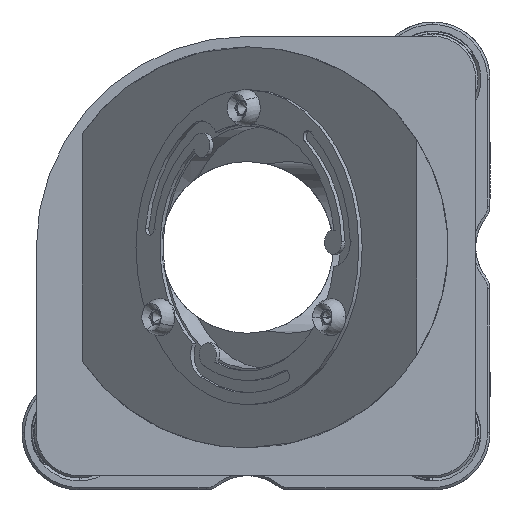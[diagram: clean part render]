
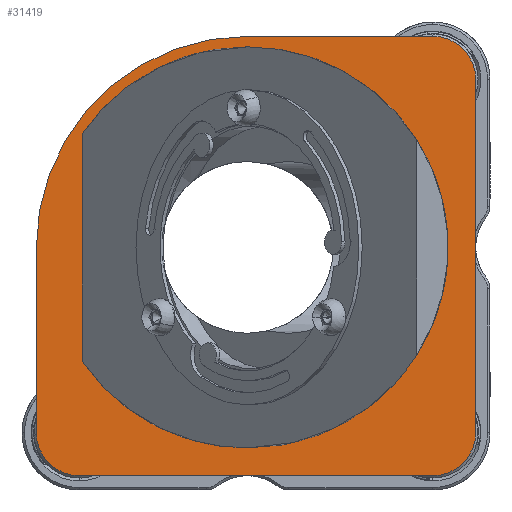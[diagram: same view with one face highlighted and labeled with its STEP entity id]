
A CAD part, left-side view. The second image highlights one B-rep face of the part: STEP entity #31419.
In plain terms, the highlighted planar face has unit normal (-1, 0, 0).
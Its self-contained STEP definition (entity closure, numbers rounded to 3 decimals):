
#577 = VERTEX_POINT ( 'NONE', #48112 ) ;
#727 = EDGE_LOOP ( 'NONE', ( #9931, #11792, #30308, #39026, #32422, #47015, #729, #4244 ) ) ;
#729 = ORIENTED_EDGE ( 'NONE', *, *, #22955, .F. ) ;
#1675 = DIRECTION ( 'NONE',  ( 0., 0., -1. ) ) ;
#2322 = VERTEX_POINT ( 'NONE', #19365 ) ;
#2483 = PLANE ( 'NONE',  #41449 ) ;
#2936 = AXIS2_PLACEMENT_3D ( 'NONE', #40118, #36061, #17176 ) ;
#3680 = DIRECTION ( 'NONE',  ( 0., 0., -1. ) ) ;
#4244 = ORIENTED_EDGE ( 'NONE', *, *, #39586, .T. ) ;
#4862 = CARTESIAN_POINT ( 'NONE',  ( -18.5, 0.9, 23. ) ) ;
#4894 = EDGE_CURVE ( 'NONE', #43636, #46241, #8712, .T. ) ;
#4996 = VERTEX_POINT ( 'NONE', #4862 ) ;
#5071 = CARTESIAN_POINT ( 'NONE',  ( -18.5, 23., 23. ) ) ;
#5590 = DIRECTION ( 'NONE',  ( -1., 0., 0. ) ) ;
#5656 = CIRCLE ( 'NONE', #14920, 21. ) ;
#5754 = CARTESIAN_POINT ( 'NONE',  ( -18.5, 23., 0.9 ) ) ;
#6089 = LINE ( 'NONE', #24418, #22939 ) ;
#6795 = EDGE_CURVE ( 'NONE', #10903, #37743, #13148, .T. ) ;
#7739 = CIRCLE ( 'NONE', #43000, 22.1 ) ;
#7980 = FACE_BOUND ( 'NONE', #35338, .T. ) ;
#8479 = CARTESIAN_POINT ( 'NONE',  ( -18.5, 0.9, -20.1 ) ) ;
#8712 = CIRCLE ( 'NONE', #34460, 21. ) ;
#9293 = DIRECTION ( 'NONE',  ( 0., 0., -1. ) ) ;
#9753 = CARTESIAN_POINT ( 'NONE',  ( -18.5, 0., 0. ) ) ;
#9931 = ORIENTED_EDGE ( 'NONE', *, *, #26610, .F. ) ;
#10136 = DIRECTION ( 'NONE',  ( 0., 0., -1. ) ) ;
#10811 = DIRECTION ( 'NONE',  ( 0., 0., 1. ) ) ;
#10843 = LINE ( 'NONE', #41816, #18069 ) ;
#10903 = VERTEX_POINT ( 'NONE', #33331 ) ;
#11792 = ORIENTED_EDGE ( 'NONE', *, *, #38896, .F. ) ;
#11947 = CARTESIAN_POINT ( 'NONE',  ( -18.5, -23., 18.5 ) ) ;
#12050 = ORIENTED_EDGE ( 'NONE', *, *, #44069, .F. ) ;
#12088 = CARTESIAN_POINT ( 'NONE',  ( -18.5, 0.9, 0.9 ) ) ;
#12793 = DIRECTION ( 'NONE',  ( 0., 0., 1. ) ) ;
#13047 = VECTOR ( 'NONE', #17930, 1000. ) ;
#13148 = LINE ( 'NONE', #5071, #33632 ) ;
#13306 = ORIENTED_EDGE ( 'NONE', *, *, #47612, .F. ) ;
#13801 = DIRECTION ( 'NONE',  ( -1., 0., 0. ) ) ;
#13963 = CARTESIAN_POINT ( 'NONE',  ( -18.5, 0.9, 0.9 ) ) ;
#14736 = EDGE_CURVE ( 'NONE', #18190, #2322, #10843, .T. ) ;
#14878 = CARTESIAN_POINT ( 'NONE',  ( -18.5, 0.9, 21.9 ) ) ;
#14920 = AXIS2_PLACEMENT_3D ( 'NONE', #13963, #13801, #10136 ) ;
#15332 = DIRECTION ( 'NONE',  ( 0., 1., 0. ) ) ;
#16980 = FACE_OUTER_BOUND ( 'NONE', #727, .T. ) ;
#17155 = DIRECTION ( 'NONE',  ( 0., 0., -1. ) ) ;
#17176 = DIRECTION ( 'NONE',  ( 0., 0., -1. ) ) ;
#17342 = CARTESIAN_POINT ( 'NONE',  ( -18.5, 18.193, 12.815 ) ) ;
#17513 = CARTESIAN_POINT ( 'NONE',  ( -18.5, -18.5, 18.5 ) ) ;
#17930 = DIRECTION ( 'NONE',  ( 0., 0., -1. ) ) ;
#18069 = VECTOR ( 'NONE', #15332, 1000. ) ;
#18190 = VERTEX_POINT ( 'NONE', #32868 ) ;
#19092 = LINE ( 'NONE', #32774, #13047 ) ;
#19365 = CARTESIAN_POINT ( 'NONE',  ( -18.5, 18.5, -23. ) ) ;
#22309 = AXIS2_PLACEMENT_3D ( 'NONE', #17513, #5590, #32504 ) ;
#22841 = AXIS2_PLACEMENT_3D ( 'NONE', #24411, #36205, #17155 ) ;
#22939 = VECTOR ( 'NONE', #1675, 1000. ) ;
#22955 = EDGE_CURVE ( 'NONE', #24112, #577, #19092, .T. ) ;
#24112 = VERTEX_POINT ( 'NONE', #11947 ) ;
#24411 = CARTESIAN_POINT ( 'NONE',  ( -18.5, 0.9, 0.9 ) ) ;
#24418 = CARTESIAN_POINT ( 'NONE',  ( -18.5, 18.193, 23. ) ) ;
#25298 = DIRECTION ( 'NONE',  ( 1., 0., 0. ) ) ;
#25544 = DIRECTION ( 'NONE',  ( 0., 0., -1. ) ) ;
#26610 = EDGE_CURVE ( 'NONE', #4996, #38817, #33796, .T. ) ;
#26747 = DIRECTION ( 'NONE',  ( -1., 0., 0. ) ) ;
#28123 = EDGE_CURVE ( 'NONE', #10903, #2322, #40254, .T. ) ;
#30308 = ORIENTED_EDGE ( 'NONE', *, *, #6795, .F. ) ;
#30387 = EDGE_CURVE ( 'NONE', #41029, #39715, #5656, .T. ) ;
#30990 = CARTESIAN_POINT ( 'NONE',  ( -18.5, -18.5, -18.5 ) ) ;
#31419 = ADVANCED_FACE ( 'NONE', ( #7980, #16980 ), #2483, .F. ) ;
#31695 = AXIS2_PLACEMENT_3D ( 'NONE', #30990, #36054, #9293 ) ;
#32422 = ORIENTED_EDGE ( 'NONE', *, *, #14736, .F. ) ;
#32504 = DIRECTION ( 'NONE',  ( 0., 0., -1. ) ) ;
#32774 = CARTESIAN_POINT ( 'NONE',  ( -18.5, -23., 23. ) ) ;
#32868 = CARTESIAN_POINT ( 'NONE',  ( -18.5, -18.5, -23. ) ) ;
#33331 = CARTESIAN_POINT ( 'NONE',  ( -18.5, 23., -18.5 ) ) ;
#33632 = VECTOR ( 'NONE', #12793, 1000. ) ;
#33796 = LINE ( 'NONE', #46919, #47710 ) ;
#34134 = CIRCLE ( 'NONE', #31695, 4.5 ) ;
#34460 = AXIS2_PLACEMENT_3D ( 'NONE', #12088, #26747, #3680 ) ;
#35338 = EDGE_LOOP ( 'NONE', ( #47281, #13306, #35466, #12050 ) ) ;
#35466 = ORIENTED_EDGE ( 'NONE', *, *, #30387, .F. ) ;
#36054 = DIRECTION ( 'NONE',  ( -1., 0., 0. ) ) ;
#36061 = DIRECTION ( 'NONE',  ( -1., 0., 0. ) ) ;
#36205 = DIRECTION ( 'NONE',  ( -1., 0., 0. ) ) ;
#36897 = CIRCLE ( 'NONE', #22841, 21. ) ;
#37564 = CARTESIAN_POINT ( 'NONE',  ( -18.5, 18.193, -11.015 ) ) ;
#37743 = VERTEX_POINT ( 'NONE', #5754 ) ;
#38817 = VERTEX_POINT ( 'NONE', #40151 ) ;
#38896 = EDGE_CURVE ( 'NONE', #37743, #4996, #7739, .T. ) ;
#39026 = ORIENTED_EDGE ( 'NONE', *, *, #28123, .T. ) ;
#39492 = EDGE_CURVE ( 'NONE', #18190, #577, #34134, .T. ) ;
#39539 = CIRCLE ( 'NONE', #22309, 4.5 ) ;
#39586 = EDGE_CURVE ( 'NONE', #24112, #38817, #39539, .T. ) ;
#39715 = VERTEX_POINT ( 'NONE', #17342 ) ;
#40118 = CARTESIAN_POINT ( 'NONE',  ( -18.5, 18.5, -18.5 ) ) ;
#40151 = CARTESIAN_POINT ( 'NONE',  ( -18.5, -18.5, 23. ) ) ;
#40254 = CIRCLE ( 'NONE', #2936, 4.5 ) ;
#41029 = VERTEX_POINT ( 'NONE', #14878 ) ;
#41449 = AXIS2_PLACEMENT_3D ( 'NONE', #9753, #48630, #25544 ) ;
#41816 = CARTESIAN_POINT ( 'NONE',  ( -18.5, 23., -23. ) ) ;
#43000 = AXIS2_PLACEMENT_3D ( 'NONE', #44525, #25298, #10811 ) ;
#43388 = DIRECTION ( 'NONE',  ( 0., -1., 0. ) ) ;
#43636 = VERTEX_POINT ( 'NONE', #37564 ) ;
#44069 = EDGE_CURVE ( 'NONE', #46241, #41029, #36897, .T. ) ;
#44525 = CARTESIAN_POINT ( 'NONE',  ( -18.5, 0.9, 0.9 ) ) ;
#46241 = VERTEX_POINT ( 'NONE', #8479 ) ;
#46919 = CARTESIAN_POINT ( 'NONE',  ( -18.5, 23., 23. ) ) ;
#47015 = ORIENTED_EDGE ( 'NONE', *, *, #39492, .T. ) ;
#47281 = ORIENTED_EDGE ( 'NONE', *, *, #4894, .F. ) ;
#47612 = EDGE_CURVE ( 'NONE', #39715, #43636, #6089, .T. ) ;
#47710 = VECTOR ( 'NONE', #43388, 1000. ) ;
#48112 = CARTESIAN_POINT ( 'NONE',  ( -18.5, -23., -18.5 ) ) ;
#48630 = DIRECTION ( 'NONE',  ( 1., 0., 0. ) ) ;
